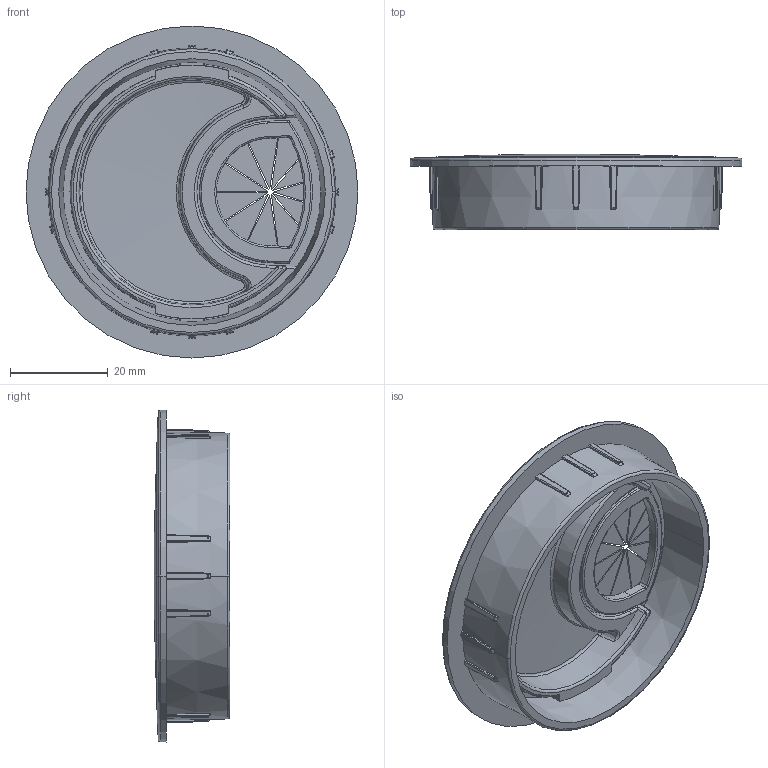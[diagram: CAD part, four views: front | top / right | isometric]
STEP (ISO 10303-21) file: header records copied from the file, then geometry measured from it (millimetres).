
FILE_DESCRIPTION((''),'2;1');
FILE_NAME('60_ASM','2024-10-21T',('Administrator'),(''),'PRO/ENGINEER BY PARAMETRIC TECHNOLOGY CORPORATION, 2012090','PRO/ENGINEER BY PARAMETRIC TECHNOLOGY CORPORATION, 2012090','');
FILE_SCHEMA(('CONFIG_CONTROL_DESIGN'));
Length unit declared in the file: millimetre
Products named in the file (5): _TMP_DWG; 60-01; 60-02; 60-03; 60_ASM
Assembly tree (4 placements, depth 2):
  60_ASM
    _TMP_DWG
    60-01
    60-02
    60-03
Bounding box: 68 x 15.5 x 68 mm (x, y, z)
Volume: 15211.2 mm3; surface area: 16486.7 mm2
Topology: 3 solids, 3 shells, 371 faces, 903 edges, 538 vertices
Faces by surface type: plane 113, bspline 97, cone 56, torus 46, sphere 38, cylinder 21
Entity records: 15492 total; most frequent: CARTESIAN_POINT 7435, ORIENTED_EDGE 1802, DIRECTION 1527, EDGE_CURVE 901, AXIS2_PLACEMENT_3D 649, VERTEX_POINT 538, EDGE_LOOP 377, FACE_OUTER_BOUND 371
